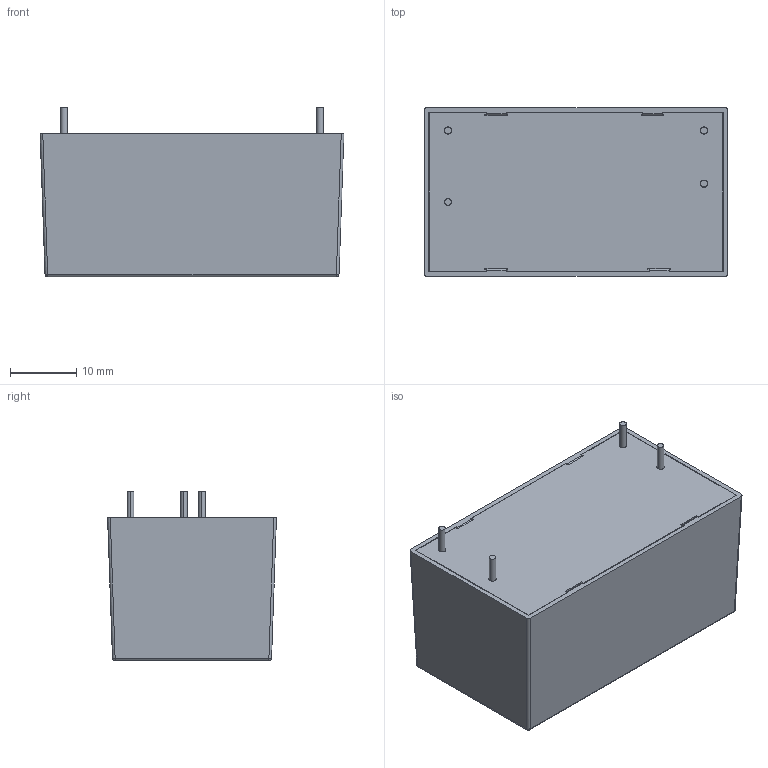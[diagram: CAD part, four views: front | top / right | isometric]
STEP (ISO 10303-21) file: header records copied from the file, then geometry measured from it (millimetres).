
FILE_DESCRIPTION (( 'STEP AP214' ), '1' );
FILE_NAME ('RAC10E-SK_277_3D_20210609.STEP', '2021-06-09T11:54:33', ( '' ), ( '' ), 'SwSTEP 2.0', 'SolidWorks 2019', '' );
FILE_SCHEMA (( 'AUTOMOTIVE_DESIGN' ));
Length unit declared in the file: millimetre
Products named in the file (1): RAC10E-SK_277_3D_20210609
Bounding box: 45.7 x 25.4 x 25.5 mm (x, y, z)
Volume: 11028.3 mm3; surface area: 16303.7 mm2
Topology: 20 solids, 20 shells, 630 faces, 1546 edges, 997 vertices
Faces by surface type: plane 317, cylinder 193, bspline 70, torus 26, cone 20, sphere 4
Entity records: 37213 total; most frequent: CARTESIAN_POINT 15234, ORIENTED_EDGE 3092, DIRECTION 2958, EDGE_CURVE 1546, AXIS2_PLACEMENT_3D 1027, VERTEX_POINT 997, LINE 904, VECTOR 904
